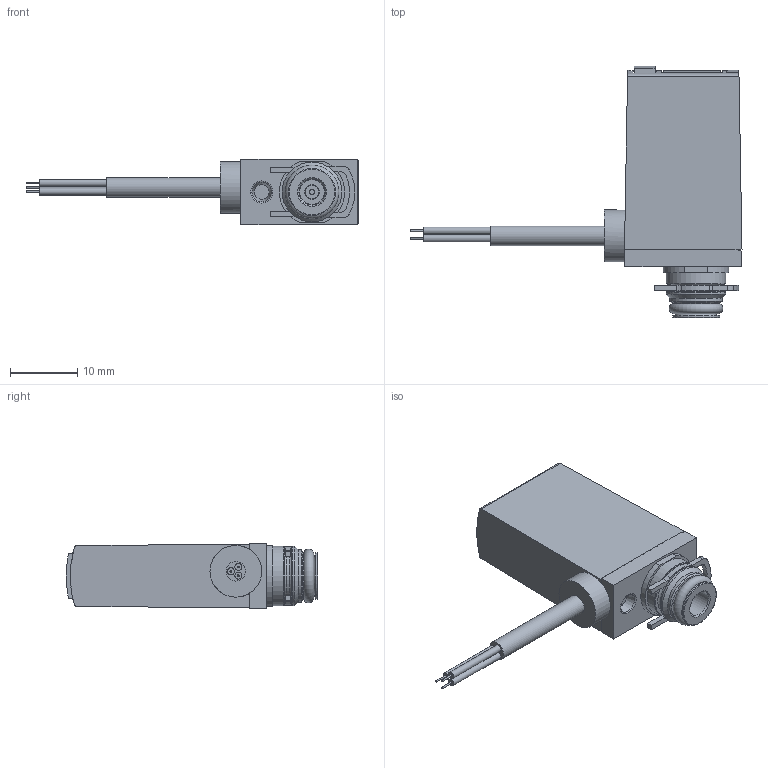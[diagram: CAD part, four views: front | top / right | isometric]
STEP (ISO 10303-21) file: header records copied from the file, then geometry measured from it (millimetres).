
FILE_DESCRIPTION(/* description */ ('STEP AP214'),/* implementation_level */ '2;1');
FILE_NAME(/* name */ '8025979_SPAE-B2R-PC10-PNLK-2_5K',/* time_stamp */ '2024-09-15T10:37:18+02:00',/* author */ ('License CC BY-ND 4.0'),/* organization */ ('CADENAS'),/* preprocessor_version */ 'ST-DEVELOPER v19.3',/* originating_system */ 'PARTsolutions',/* authorisation */ ' ');
FILE_SCHEMA (('AUTOMOTIVE_DESIGN {1 0 10303 214 3 1 1}'));
Length unit declared in the file: millimetre
Products named in the file (4): 8025979 SPAE-B2R-PC10-PNLK-2.5K; 8025979 SPAE-B2R-PC10-PNLK-2.5K_O; 4333511 SPTE-PC10; 677814 MEBH-4/2-QS-6---(SPTE)
Assembly tree (3 placements, depth 2):
  8025979 SPAE-B2R-PC10-PNLK-2.5K
    8025979 SPAE-B2R-PC10-PNLK-2.5K_O
    4333511 SPTE-PC10
    677814 MEBH-4/2-QS-6---(SPTE)
Bounding box: 49.45 x 37.46 x 9.8 mm (x, y, z)
Volume: 5033.6 mm3; surface area: 3458.7 mm2
Topology: 3 solids, 3 shells, 184 faces, 458 edges, 301 vertices
Faces by surface type: plane 104, cylinder 61, torus 14, cone 5
Full cylindrical faces by diameter (mm): 0.25 x3, 0.7 x1, 1.05 x3, 2 x1, 2.9 x1, 3 x1, 3.9 x1, 5.4 x1, 5.65 x1, 7 x1, 7.15 x1, 7.7 x1, 7.8 x1, 8.9 x2
Entity records: 5908 total; most frequent: DIRECTION 935, CARTESIAN_POINT 891, ORIENTED_EDGE 822, EDGE_CURVE 411, AXIS2_PLACEMENT_3D 336, VERTEX_POINT 292, LINE 263, VECTOR 263
